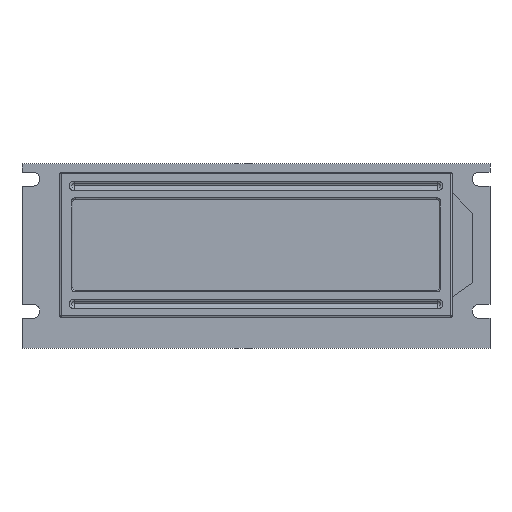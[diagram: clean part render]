
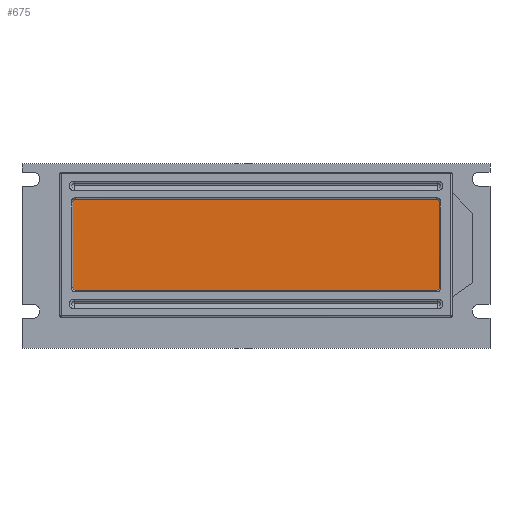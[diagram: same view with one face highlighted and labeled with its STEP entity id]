
A CAD part, top view. The second image highlights one B-rep face of the part: STEP entity #675.
In plain terms, the highlighted planar face has unit normal (0, 0, 1).
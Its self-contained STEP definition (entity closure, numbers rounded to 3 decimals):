
#366 = VERTEX_POINT('',#367);
#367 = CARTESIAN_POINT('',(34.381,-9.379,-2.5));
#376 = PLANE('',#377);
#377 = AXIS2_PLACEMENT_3D('',#378,#379,#380);
#378 = CARTESIAN_POINT('',(-34.68,-9.379,-3.5));
#379 = DIRECTION('',(0.,1.,0.));
#380 = DIRECTION('',(1.,0.,0.));
#388 = PLANE('',#389);
#389 = AXIS2_PLACEMENT_3D('',#390,#391,#392);
#390 = CARTESIAN_POINT('',(34.381,-9.379,-3.5));
#391 = DIRECTION('',(-1.,0.,0.));
#392 = DIRECTION('',(0.,1.,0.));
#400 = EDGE_CURVE('',#401,#366,#403,.T.);
#401 = VERTEX_POINT('',#402);
#402 = CARTESIAN_POINT('',(-34.68,-9.379,-2.5));
#403 = SURFACE_CURVE('',#404,(#408,#415),.PCURVE_S1.);
#404 = LINE('',#405,#406);
#405 = CARTESIAN_POINT('',(-0.15,-9.379,-2.5));
#406 = VECTOR('',#407,1.);
#407 = DIRECTION('',(1.,0.,0.));
#408 = PCURVE('',#376,#409);
#409 = DEFINITIONAL_REPRESENTATION('',(#410),#414);
#410 = LINE('',#411,#412);
#411 = CARTESIAN_POINT('',(34.53,-1.));
#412 = VECTOR('',#413,1.);
#413 = DIRECTION('',(1.,0.));
#414 = ( GEOMETRIC_REPRESENTATION_CONTEXT(2) 
PARAMETRIC_REPRESENTATION_CONTEXT() REPRESENTATION_CONTEXT('2D SPACE',''
  ) );
#415 = PCURVE('',#416,#421);
#416 = PLANE('',#417);
#417 = AXIS2_PLACEMENT_3D('',#418,#419,#420);
#418 = CARTESIAN_POINT('',(0.,0.,-2.5));
#419 = DIRECTION('',(0.,0.,-1.));
#420 = DIRECTION('',(1.,0.,0.));
#421 = DEFINITIONAL_REPRESENTATION('',(#422),#426);
#422 = LINE('',#423,#424);
#423 = CARTESIAN_POINT('',(-0.15,9.379));
#424 = VECTOR('',#425,1.);
#425 = DIRECTION('',(1.,0.));
#426 = ( GEOMETRIC_REPRESENTATION_CONTEXT(2) 
PARAMETRIC_REPRESENTATION_CONTEXT() REPRESENTATION_CONTEXT('2D SPACE',''
  ) );
#444 = PLANE('',#445);
#445 = AXIS2_PLACEMENT_3D('',#446,#447,#448);
#446 = CARTESIAN_POINT('',(-34.68,9.234,-3.5));
#447 = DIRECTION('',(1.,0.,0.));
#448 = DIRECTION('',(0.,-1.,0.));
#486 = EDGE_CURVE('',#487,#401,#489,.T.);
#487 = VERTEX_POINT('',#488);
#488 = CARTESIAN_POINT('',(-34.68,9.234,-2.5));
#489 = SURFACE_CURVE('',#490,(#494,#501),.PCURVE_S1.);
#490 = LINE('',#491,#492);
#491 = CARTESIAN_POINT('',(-34.68,-0.073,-2.5));
#492 = VECTOR('',#493,1.);
#493 = DIRECTION('',(0.,-1.,0.));
#494 = PCURVE('',#444,#495);
#495 = DEFINITIONAL_REPRESENTATION('',(#496),#500);
#496 = LINE('',#497,#498);
#497 = CARTESIAN_POINT('',(9.307,-1.));
#498 = VECTOR('',#499,1.);
#499 = DIRECTION('',(1.,0.));
#500 = ( GEOMETRIC_REPRESENTATION_CONTEXT(2) 
PARAMETRIC_REPRESENTATION_CONTEXT() REPRESENTATION_CONTEXT('2D SPACE',''
  ) );
#501 = PCURVE('',#416,#502);
#502 = DEFINITIONAL_REPRESENTATION('',(#503),#507);
#503 = LINE('',#504,#505);
#504 = CARTESIAN_POINT('',(-34.68,0.073));
#505 = VECTOR('',#506,1.);
#506 = DIRECTION('',(0.,1.));
#507 = ( GEOMETRIC_REPRESENTATION_CONTEXT(2) 
PARAMETRIC_REPRESENTATION_CONTEXT() REPRESENTATION_CONTEXT('2D SPACE',''
  ) );
#525 = PLANE('',#526);
#526 = AXIS2_PLACEMENT_3D('',#527,#528,#529);
#527 = CARTESIAN_POINT('',(34.381,9.234,-3.5));
#528 = DIRECTION('',(0.,-1.,0.));
#529 = DIRECTION('',(-1.,0.,0.));
#562 = EDGE_CURVE('',#563,#487,#565,.T.);
#563 = VERTEX_POINT('',#564);
#564 = CARTESIAN_POINT('',(34.381,9.234,-2.5));
#565 = SURFACE_CURVE('',#566,(#570,#577),.PCURVE_S1.);
#566 = LINE('',#567,#568);
#567 = CARTESIAN_POINT('',(-0.15,9.234,-2.5));
#568 = VECTOR('',#569,1.);
#569 = DIRECTION('',(-1.,0.,0.));
#570 = PCURVE('',#525,#571);
#571 = DEFINITIONAL_REPRESENTATION('',(#572),#576);
#572 = LINE('',#573,#574);
#573 = CARTESIAN_POINT('',(34.53,-1.));
#574 = VECTOR('',#575,1.);
#575 = DIRECTION('',(1.,0.));
#576 = ( GEOMETRIC_REPRESENTATION_CONTEXT(2) 
PARAMETRIC_REPRESENTATION_CONTEXT() REPRESENTATION_CONTEXT('2D SPACE',''
  ) );
#577 = PCURVE('',#416,#578);
#578 = DEFINITIONAL_REPRESENTATION('',(#579),#583);
#579 = LINE('',#580,#581);
#580 = CARTESIAN_POINT('',(-0.15,-9.234));
#581 = VECTOR('',#582,1.);
#582 = DIRECTION('',(-1.,0.));
#583 = ( GEOMETRIC_REPRESENTATION_CONTEXT(2) 
PARAMETRIC_REPRESENTATION_CONTEXT() REPRESENTATION_CONTEXT('2D SPACE',''
  ) );
#633 = EDGE_CURVE('',#366,#563,#634,.T.);
#634 = SURFACE_CURVE('',#635,(#639,#646),.PCURVE_S1.);
#635 = LINE('',#636,#637);
#636 = CARTESIAN_POINT('',(34.381,-0.073,-2.5));
#637 = VECTOR('',#638,1.);
#638 = DIRECTION('',(0.,1.,0.));
#639 = PCURVE('',#388,#640);
#640 = DEFINITIONAL_REPRESENTATION('',(#641),#645);
#641 = LINE('',#642,#643);
#642 = CARTESIAN_POINT('',(9.307,-1.));
#643 = VECTOR('',#644,1.);
#644 = DIRECTION('',(1.,0.));
#645 = ( GEOMETRIC_REPRESENTATION_CONTEXT(2) 
PARAMETRIC_REPRESENTATION_CONTEXT() REPRESENTATION_CONTEXT('2D SPACE',''
  ) );
#646 = PCURVE('',#416,#647);
#647 = DEFINITIONAL_REPRESENTATION('',(#648),#652);
#648 = LINE('',#649,#650);
#649 = CARTESIAN_POINT('',(34.381,0.073));
#650 = VECTOR('',#651,1.);
#651 = DIRECTION('',(0.,-1.));
#652 = ( GEOMETRIC_REPRESENTATION_CONTEXT(2) 
PARAMETRIC_REPRESENTATION_CONTEXT() REPRESENTATION_CONTEXT('2D SPACE',''
  ) );
#675 = ADVANCED_FACE('',(#676),#416,.F.);
#676 = FACE_BOUND('',#677,.T.);
#677 = EDGE_LOOP('',(#678,#679,#680,#681));
#678 = ORIENTED_EDGE('',*,*,#633,.T.);
#679 = ORIENTED_EDGE('',*,*,#562,.T.);
#680 = ORIENTED_EDGE('',*,*,#486,.T.);
#681 = ORIENTED_EDGE('',*,*,#400,.T.);
